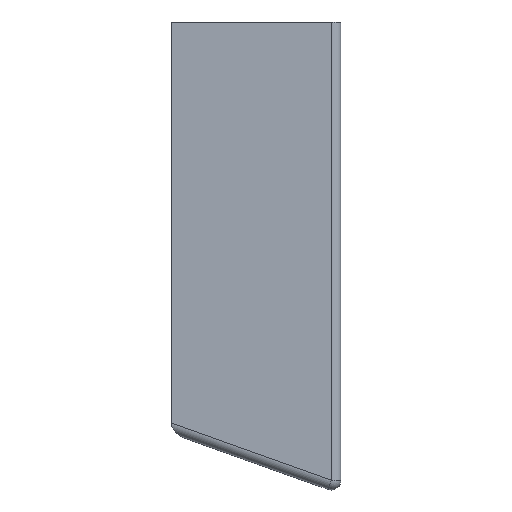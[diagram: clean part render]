
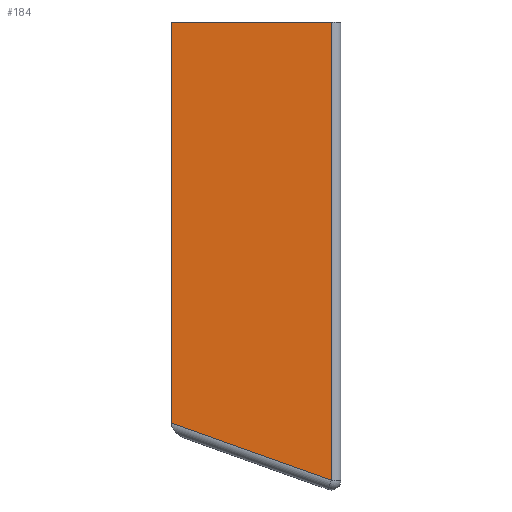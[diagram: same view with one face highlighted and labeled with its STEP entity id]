
A CAD part, top view. The second image highlights one B-rep face of the part: STEP entity #184.
In plain terms, the highlighted planar face has unit normal (0, 0, 1).
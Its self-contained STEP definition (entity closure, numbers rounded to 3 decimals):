
#22=PLANE('',#214);
#27=LINE('',#282,#42);
#30=LINE('',#305,#45);
#38=LINE('',#374,#53);
#39=LINE('',#376,#54);
#42=VECTOR('',#235,10.);
#45=VECTOR('',#240,10.);
#53=VECTOR('',#258,10.);
#54=VECTOR('',#261,10.);
#70=FACE_OUTER_BOUND('',#81,.T.);
#81=EDGE_LOOP('',(#169,#170,#171,#172));
#87=VERTEX_POINT('',#267);
#92=VERTEX_POINT('',#280);
#95=VERTEX_POINT('',#304);
#100=VERTEX_POINT('',#372);
#108=EDGE_CURVE('',#92,#87,#27,.T.);
#112=EDGE_CURVE('',#87,#95,#30,.T.);
#123=EDGE_CURVE('',#92,#100,#38,.T.);
#124=EDGE_CURVE('',#100,#95,#39,.T.);
#169=ORIENTED_EDGE('',*,*,#108,.F.);
#170=ORIENTED_EDGE('',*,*,#123,.T.);
#171=ORIENTED_EDGE('',*,*,#124,.T.);
#172=ORIENTED_EDGE('',*,*,#112,.F.);
#184=ADVANCED_FACE('',(#70),#22,.T.);
#214=AXIS2_PLACEMENT_3D('',#377,#262,#263);
#235=DIRECTION('',(0.,-1.,0.));
#240=DIRECTION('',(-0.942,0.336,0.));
#258=DIRECTION('',(-1.,0.,0.));
#261=DIRECTION('',(0.,-1.,0.));
#262=DIRECTION('center_axis',(0.,0.,1.));
#263=DIRECTION('ref_axis',(1.,0.,0.));
#267=CARTESIAN_POINT('',(66.,11.263,49.));
#280=CARTESIAN_POINT('',(66.,200.,49.));
#282=CARTESIAN_POINT('',(66.,50.,49.));
#304=CARTESIAN_POINT('',(0.,34.834,49.));
#305=CARTESIAN_POINT('',(10.4,31.12,49.));
#372=CARTESIAN_POINT('',(0.,200.,49.));
#374=CARTESIAN_POINT('',(70.,200.,49.));
#376=CARTESIAN_POINT('',(0.,200.,49.));
#377=CARTESIAN_POINT('Origin',(35.,100.,49.));
